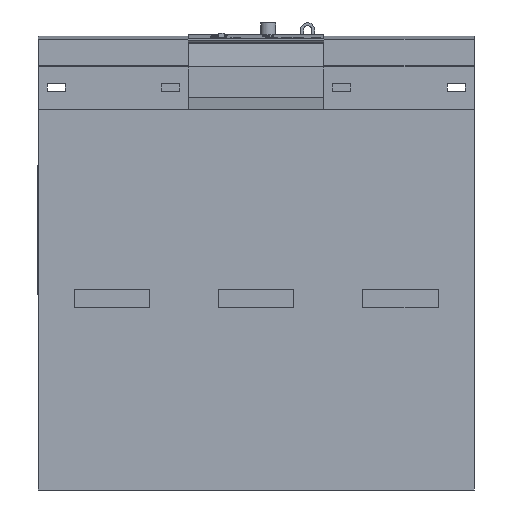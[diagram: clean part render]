
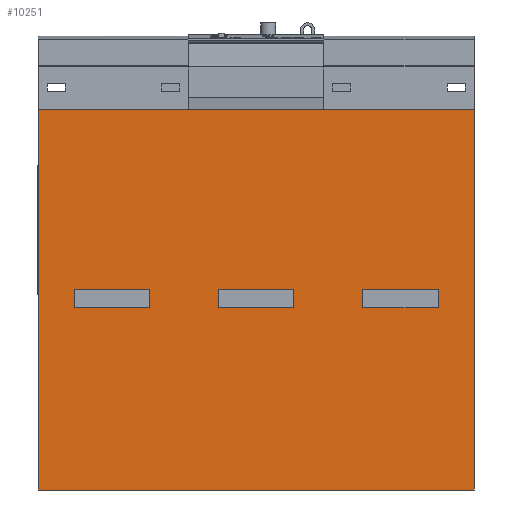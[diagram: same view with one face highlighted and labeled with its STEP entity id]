
A CAD part, front view. The second image highlights one B-rep face of the part: STEP entity #10251.
In plain terms, the highlighted planar face has unit normal (0, -1, 0).
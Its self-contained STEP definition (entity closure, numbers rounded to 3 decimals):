
#10251=ADVANCED_FACE('',(#26874,#26875,#26876,#26877),#26878,.F.);
#18757=VERTEX_POINT('',#35390);
#18761=VERTEX_POINT('',#35394);
#18763=EDGE_CURVE('',#18757,#18761,#35396,.T.);
#19353=VERTEX_POINT('',#35986);
#19355=EDGE_CURVE('',#18761,#19353,#35988,.T.);
#20623=VERTEX_POINT('',#37256);
#20625=VERTEX_POINT('',#37258);
#20627=EDGE_CURVE('',#20623,#20625,#37260,.T.);
#20641=VERTEX_POINT('',#37274);
#20643=EDGE_CURVE('',#20641,#20623,#37276,.T.);
#20651=VERTEX_POINT('',#37284);
#20653=EDGE_CURVE('',#20625,#20651,#37286,.T.);
#20671=EDGE_CURVE('',#20651,#20641,#37304,.T.);
#20705=VERTEX_POINT('',#37338);
#20707=VERTEX_POINT('',#37340);
#20709=EDGE_CURVE('',#20705,#20707,#37342,.T.);
#20721=VERTEX_POINT('',#37354);
#20723=EDGE_CURVE('',#20721,#20705,#37356,.T.);
#20755=VERTEX_POINT('',#37388);
#20757=EDGE_CURVE('',#20707,#20755,#37390,.T.);
#20819=EDGE_CURVE('',#20755,#20721,#37452,.T.);
#20889=VERTEX_POINT('',#37522);
#20891=VERTEX_POINT('',#37524);
#20893=EDGE_CURVE('',#20889,#20891,#37526,.T.);
#20905=VERTEX_POINT('',#37538);
#20907=EDGE_CURVE('',#20905,#20889,#37540,.T.);
#20939=VERTEX_POINT('',#37572);
#20941=EDGE_CURVE('',#20891,#20939,#37574,.T.);
#21003=EDGE_CURVE('',#20939,#20905,#37636,.T.);
#21123=VERTEX_POINT('',#37756);
#21125=EDGE_CURVE('',#19353,#21123,#37758,.T.);
#22703=EDGE_CURVE('',#18757,#21123,#39336,.T.);
#26874=FACE_OUTER_BOUND('',#43497,.T.);
#26875=FACE_BOUND('',#43498,.T.);
#26876=FACE_BOUND('',#43499,.T.);
#26877=FACE_BOUND('',#43500,.T.);
#26878=PLANE('',#43501);
#35390=CARTESIAN_POINT('',(0.1,31.0,126.4));
#35394=CARTESIAN_POINT('',(145.1,31.0,126.4));
#35396=LINE('',#56990,#56991);
#35986=CARTESIAN_POINT('',(145.1,31.0,0.0));
#35988=LINE('',#57936,#57937);
#37256=CARTESIAN_POINT('',(85.1,31.0,60.6));
#37258=CARTESIAN_POINT('',(60.1,31.0,60.6));
#37260=LINE('',#59924,#59925);
#37274=CARTESIAN_POINT('',(85.1,31.0,66.6));
#37276=LINE('',#59949,#59950);
#37284=CARTESIAN_POINT('',(60.1,31.0,66.6));
#37286=LINE('',#59965,#59966);
#37304=LINE('',#59995,#59996);
#37338=CARTESIAN_POINT('',(108.1,31.0,60.6));
#37340=CARTESIAN_POINT('',(108.1,31.0,66.6));
#37342=LINE('',#60054,#60055);
#37354=CARTESIAN_POINT('',(128.671,31.0,60.6));
#37356=LINE('',#60076,#60077);
#37388=CARTESIAN_POINT('',(128.671,31.0,66.6));
#37390=LINE('',#60125,#60126);
#37452=LINE('',#60216,#60217);
#37522=CARTESIAN_POINT('',(37.1,31.0,66.6));
#37524=CARTESIAN_POINT('',(37.1,31.0,60.6));
#37526=LINE('',#60338,#60339);
#37538=CARTESIAN_POINT('',(16.529,31.0,66.6));
#37540=LINE('',#60360,#60361);
#37572=CARTESIAN_POINT('',(16.529,31.0,60.6));
#37574=LINE('',#60409,#60410);
#37636=LINE('',#60500,#60501);
#37756=CARTESIAN_POINT('',(0.1,31.0,0.0));
#37758=LINE('',#60698,#60699);
#39336=LINE('',#63185,#63186);
#43497=EDGE_LOOP('',(#75936,#75937,#75938,#75939));
#43498=EDGE_LOOP('',(#75940,#75941,#75942,#75943));
#43499=EDGE_LOOP('',(#75944,#75945,#75946,#75947));
#43500=EDGE_LOOP('',(#75948,#75949,#75950,#75951));
#43501=AXIS2_PLACEMENT_3D('',#75952,#75953,#75954);
#56990=CARTESIAN_POINT('',(72.6,31.0,126.4));
#56991=VECTOR('',#79489,1.0);
#57936=CARTESIAN_POINT('',(145.1,31.0,63.2));
#57937=VECTOR('',#79691,1.0);
#59924=CARTESIAN_POINT('',(72.6,31.0,60.6));
#59925=VECTOR('',#80074,1.0);
#59949=CARTESIAN_POINT('',(85.1,31.0,63.4));
#59950=VECTOR('',#80081,1.0);
#59965=CARTESIAN_POINT('',(60.1,31.0,63.4));
#59966=VECTOR('',#80084,1.0);
#59995=CARTESIAN_POINT('',(72.6,31.0,66.6));
#59996=VECTOR('',#80090,1.0);
#60054=CARTESIAN_POINT('',(108.1,31.0,63.4));
#60055=VECTOR('',#80113,1.0);
#60076=CARTESIAN_POINT('',(96.6,31.0,60.6));
#60077=VECTOR('',#80117,1.0);
#60125=CARTESIAN_POINT('',(96.6,31.0,66.6));
#60126=VECTOR('',#80132,1.0);
#60216=CARTESIAN_POINT('',(128.671,31.0,63.6));
#60217=VECTOR('',#80159,1.0);
#60338=CARTESIAN_POINT('',(37.1,31.0,63.4));
#60339=VECTOR('',#80193,1.0);
#60360=CARTESIAN_POINT('',(48.6,31.0,66.6));
#60361=VECTOR('',#80197,1.0);
#60409=CARTESIAN_POINT('',(48.6,31.0,60.6));
#60410=VECTOR('',#80212,1.0);
#60500=CARTESIAN_POINT('',(16.529,31.0,63.6));
#60501=VECTOR('',#80239,1.0);
#60698=CARTESIAN_POINT('',(72.6,31.0,0.0));
#60699=VECTOR('',#80292,1.0);
#63185=CARTESIAN_POINT('',(0.1,31.0,63.2));
#63186=VECTOR('',#80954,1.0);
#75936=ORIENTED_EDGE('',*,*,#22703,.T.);
#75937=ORIENTED_EDGE('',*,*,#21125,.F.);
#75938=ORIENTED_EDGE('',*,*,#19355,.F.);
#75939=ORIENTED_EDGE('',*,*,#18763,.F.);
#75940=ORIENTED_EDGE('',*,*,#20671,.T.);
#75941=ORIENTED_EDGE('',*,*,#20643,.T.);
#75942=ORIENTED_EDGE('',*,*,#20627,.T.);
#75943=ORIENTED_EDGE('',*,*,#20653,.T.);
#75944=ORIENTED_EDGE('',*,*,#20819,.T.);
#75945=ORIENTED_EDGE('',*,*,#20723,.T.);
#75946=ORIENTED_EDGE('',*,*,#20709,.T.);
#75947=ORIENTED_EDGE('',*,*,#20757,.T.);
#75948=ORIENTED_EDGE('',*,*,#21003,.T.);
#75949=ORIENTED_EDGE('',*,*,#20907,.T.);
#75950=ORIENTED_EDGE('',*,*,#20893,.T.);
#75951=ORIENTED_EDGE('',*,*,#20941,.T.);
#75952=CARTESIAN_POINT('',(72.6,31.0,63.2));
#75953=DIRECTION('',(-0.0,1.0,0.0));
#75954=DIRECTION('',(1.0,0.0,0.0));
#79489=DIRECTION('',(1.0,0.0,0.0));
#79691=DIRECTION('',(0.0,0.0,-1.0));
#80074=DIRECTION('',(-1.0,0.0,0.0));
#80081=DIRECTION('',(0.0,0.0,-1.0));
#80084=DIRECTION('',(0.0,0.0,1.0));
#80090=DIRECTION('',(1.0,0.0,0.0));
#80113=DIRECTION('',(0.0,0.0,1.0));
#80117=DIRECTION('',(-1.0,0.0,0.0));
#80132=DIRECTION('',(1.0,0.0,0.0));
#80159=DIRECTION('',(0.0,0.0,-1.0));
#80193=DIRECTION('',(0.0,0.0,-1.0));
#80197=DIRECTION('',(1.0,0.0,0.0));
#80212=DIRECTION('',(-1.0,0.0,0.0));
#80239=DIRECTION('',(-0.0,0.0,1.0));
#80292=DIRECTION('',(-1.0,0.0,0.0));
#80954=DIRECTION('',(0.0,0.0,-1.0));
